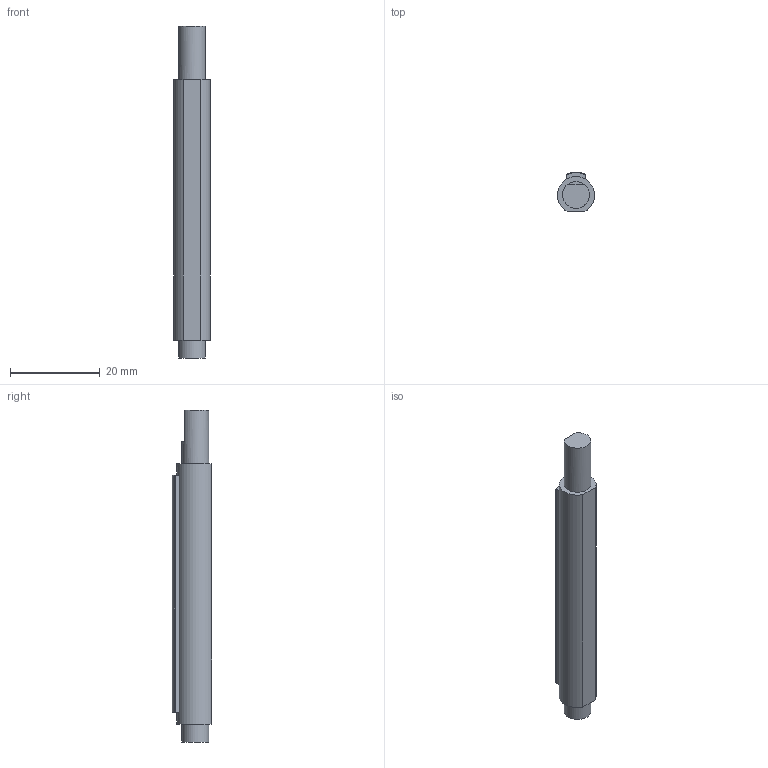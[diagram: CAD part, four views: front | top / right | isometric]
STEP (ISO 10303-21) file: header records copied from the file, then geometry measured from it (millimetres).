
FILE_DESCRIPTION(/* description */ ('Alibre Inc.'),/* implementation_level */ '2;1');
FILE_NAME(/* name */ 'export0',/* time_stamp */ '2022-03-23T14:16:41+01:00',/* author */ (''),/* organization */ (''),/* preprocessor_version */ 'ST-DEVELOPER v14',/* originating_system */ 'Alibre',/* authorisation */ '');
FILE_SCHEMA (('CONFIG_CONTROL_DESIGN'));
Length unit declared in the file: centimetre
Products named in the file (1): ID_1
Bounding box: 8.24 x 8.71 x 74 mm (x, y, z)
Volume: 3694 mm3; surface area: 2034 mm2
Topology: 1 solids, 1 shells, 19 faces, 42 edges, 28 vertices
Faces by surface type: plane 13, cylinder 4, cone 2
Full cylindrical faces by diameter (mm): 6 x2
Entity records: 582 total; most frequent: CARTESIAN_POINT 109, ORIENTED_EDGE 78, DIRECTION 69, EDGE_CURVE 39, AXIS2_PLACEMENT_3D 32, VERTEX_POINT 27, EDGE_LOOP 24, FACE_BOUND 24
